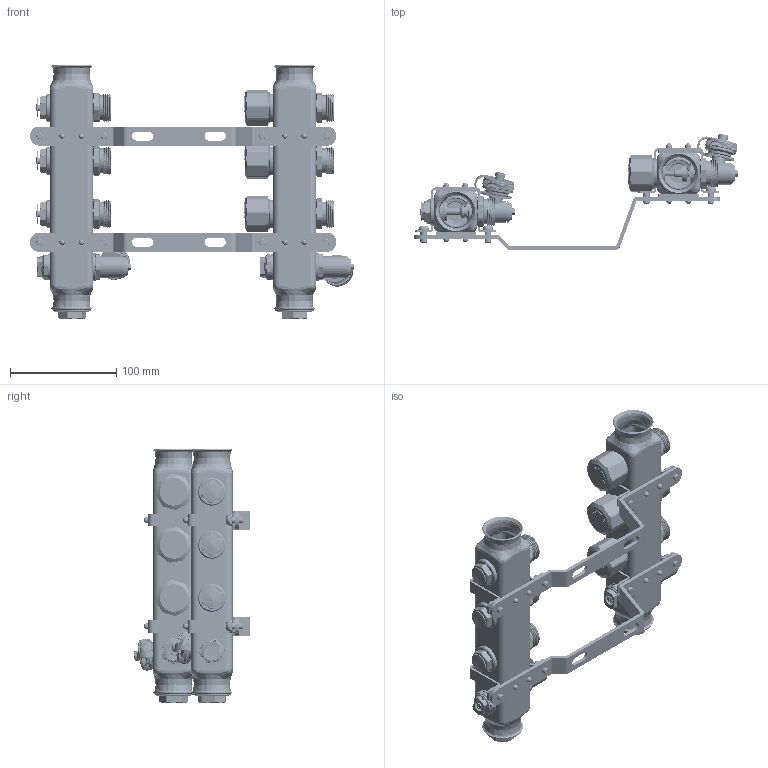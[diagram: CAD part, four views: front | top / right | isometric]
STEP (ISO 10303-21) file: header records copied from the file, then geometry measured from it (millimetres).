
FILE_DESCRIPTION (( 'STEP AP214' ), '1' );
FILE_NAME ('SSM-3R.STEP', '2023-11-11T16:46:01', ( '' ), ( '' ), 'SwSTEP 2.0', 'SolidWorks 2018', '' );
FILE_SCHEMA (( 'AUTOMOTIVE_DESIGN' ));
Length unit declared in the file: millimetre
Products named in the file (46): 囀鞠褒諉芛; 懦伎鬥忒謫; 蚾饜极す砎々; J002-FL; 3100-15-03____.STEP; O____22x2.STEP; W3100-15邿阨概.STEP; 粟銅概郋蚾饜极; 7.6x1.9; 祥凄詩裝赽; 肣菁啣; 326.200.00__________24.2x2.STEP; 概郋郪蚾4; 齬ァ概肣璃; W3100-15邿阨概; O____13x1.5.STEP; M6X12蹟佪; 3100-15-02____.STEP; 滑菸煦阨ん盓殤; 縐遠; 18X2.5; O____10x2.5.STEP; 18X2; 齬ァ概; 齬ァ概呿蹋芛; 4h; 354.002.00__________.STEP; ѹñ; 003裔赽; 3100-15-01____.STEP; 003郪蚾; 齬ァ概羲壽; SSM-3R; 黑簽; 盓殤砎々18潔擒; 3100-15-04______.STEP; す鞠褒郪蚾; O____16x1.9.STEP; 媼芛簽; 砎蝶菁啣 ...
Assembly tree (68 placements, depth 5):
  SSM-3R
    概郋郪蚾4
      4h
      粟銅概郋蚾饜极  x3
        媼芛簽
        ѹñ
        祥凄詩裝赽
        粟銅杶
        肣菁啣
        砎蝶菁啣
        7.6x1.9
        18X2.5
      懦伎鬥忒謫  x3
      囀鞠褒諉芛  x3
      黑簽
      W3100-15邿阨概
        W3100-15邿阨概.STEP
          3100-15-01____.STEP
          3100-15-02____.STEP
          3100-15-03____.STEP
          3100-15-04______.STEP
          O____10x2.5.STEP
          O____13x1.5.STEP
          O____7x1.5.STEP
          O____22x2.STEP
          3100-15-05____.STEP
          326.200.00__________24.2x2.STEP
          O____16x1.9.STEP  x2
          354.002.00__________.STEP
      齬ァ概
        齬ァ概肣璃
        齬ァ概呿蹋芛
        齬ァ概羲壽
        18X2
    霜講數4
      4h
      黑簽
      W3100-15邿阨概
        W3100-15邿阨概.STEP
          3100-15-01____.STEP
          3100-15-02____.STEP
          3100-15-03____.STEP
          3100-15-04______.STEP
          O____10x2.5.STEP
          O____13x1.5.STEP
          O____7x1.5.STEP
          O____22x2.STEP
          3100-15-05____.STEP
          326.200.00__________24.2x2.STEP
          O____16x1.9.STEP  x2
          354.002.00__________.STEP
      齬ァ概
        齬ァ概肣璃
        齬ァ概呿蹋芛
        齬ァ概羲壽
        18X2
      囀鞠褒諉芛
      003郪蚾
        002
        J002-FL
Bounding box: 305.17 x 109.47 x 238.6 mm (x, y, z)
Volume: 337690.7 mm3; surface area: 345615.3 mm2
Topology: 105 solids, 105 shells, 4663 faces, 11637 edges, 7376 vertices
Faces by surface type: cylinder 1798, plane 1488, cone 789, torus 406, bspline 182
Entity records: 90851 total; most frequent: CARTESIAN_POINT 48969, ORIENTED_EDGE 8596, DIRECTION 8344, EDGE_CURVE 4298, AXIS2_PLACEMENT_3D 3405, VERTEX_POINT 2728, EDGE_LOOP 1884, ADVANCED_FACE 1713
